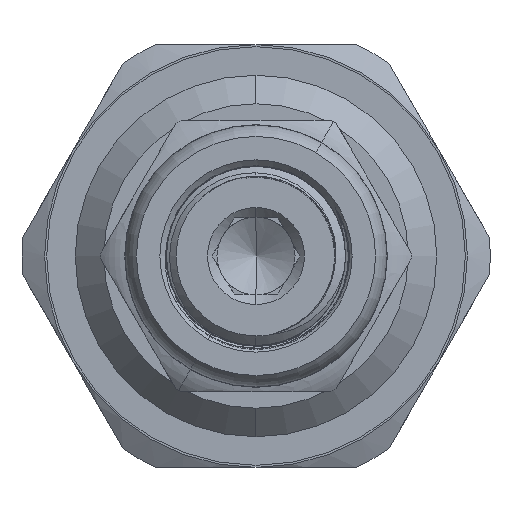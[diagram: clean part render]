
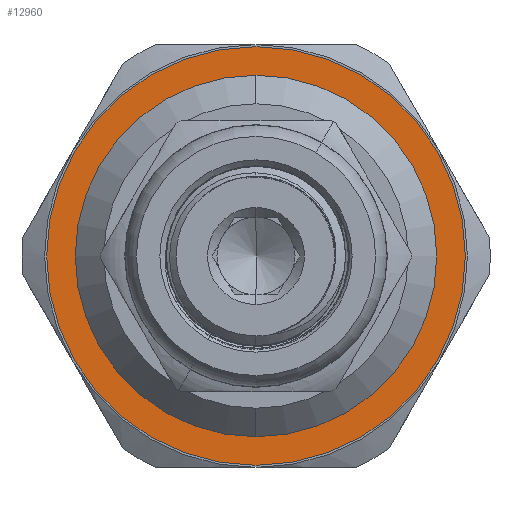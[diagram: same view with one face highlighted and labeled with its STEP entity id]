
A CAD part, left-side view. The second image highlights one B-rep face of the part: STEP entity #12960.
In plain terms, the highlighted planar face has unit normal (-1, 0, 0).
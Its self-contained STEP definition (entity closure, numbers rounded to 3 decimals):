
#324 = DIRECTION ( 'NONE',  ( 1., 0., 0. ) ) ;
#1396 = VERTEX_POINT ( 'NONE', #14133 ) ;
#1641 = EDGE_LOOP ( 'NONE', ( #18347, #9032 ) ) ;
#1777 = VERTEX_POINT ( 'NONE', #5245 ) ;
#2524 = EDGE_LOOP ( 'NONE', ( #17997, #12977 ) ) ;
#4135 = DIRECTION ( 'NONE',  ( 0., 0., -1. ) ) ;
#5245 = CARTESIAN_POINT ( 'NONE',  ( -5.25, 0., 9.5 ) ) ;
#5468 = CARTESIAN_POINT ( 'NONE',  ( -5.25, 0., 11. ) ) ;
#5998 = AXIS2_PLACEMENT_3D ( 'NONE', #8885, #12184, #9186 ) ;
#6050 = EDGE_CURVE ( 'NONE', #1777, #16539, #6174, .T. ) ;
#6174 = CIRCLE ( 'NONE', #16101, 9.5 ) ;
#6433 = FACE_OUTER_BOUND ( 'NONE', #2524, .T. ) ;
#6524 = CARTESIAN_POINT ( 'NONE',  ( -5.25, 0., 0. ) ) ;
#8128 = AXIS2_PLACEMENT_3D ( 'NONE', #11245, #14231, #15602 ) ;
#8885 = CARTESIAN_POINT ( 'NONE',  ( -5.25, 0., 0. ) ) ;
#9032 = ORIENTED_EDGE ( 'NONE', *, *, #6050, .T. ) ;
#9186 = DIRECTION ( 'NONE',  ( 0., 0., -1. ) ) ;
#9270 = FACE_BOUND ( 'NONE', #1641, .T. ) ;
#9402 = AXIS2_PLACEMENT_3D ( 'NONE', #19186, #11537, #10056 ) ;
#10056 = DIRECTION ( 'NONE',  ( 0., 0., 1. ) ) ;
#10985 = DIRECTION ( 'NONE',  ( 0., 0., -1. ) ) ;
#11245 = CARTESIAN_POINT ( 'NONE',  ( -5.25, 0., 0. ) ) ;
#11537 = DIRECTION ( 'NONE',  ( -1., 0., 0. ) ) ;
#12184 = DIRECTION ( 'NONE',  ( 1., 0., 0. ) ) ;
#12918 = PLANE ( 'NONE',  #9402 ) ;
#12960 = ADVANCED_FACE ( 'NONE', ( #9270, #6433 ), #12918, .T. ) ;
#12976 = VERTEX_POINT ( 'NONE', #5468 ) ;
#12977 = ORIENTED_EDGE ( 'NONE', *, *, #18686, .F. ) ;
#13040 = CARTESIAN_POINT ( 'NONE',  ( -5.25, 0., 0. ) ) ;
#13237 = DIRECTION ( 'NONE',  ( 1., 0., 0. ) ) ;
#13653 = CIRCLE ( 'NONE', #13901, 11. ) ;
#13901 = AXIS2_PLACEMENT_3D ( 'NONE', #6524, #324, #10985 ) ;
#14133 = CARTESIAN_POINT ( 'NONE',  ( -5.25, 0., -11. ) ) ;
#14231 = DIRECTION ( 'NONE',  ( 1., 0., 0. ) ) ;
#15602 = DIRECTION ( 'NONE',  ( 0., 0., -1. ) ) ;
#16101 = AXIS2_PLACEMENT_3D ( 'NONE', #13040, #13237, #4135 ) ;
#16271 = EDGE_CURVE ( 'NONE', #1396, #12976, #16555, .T. ) ;
#16447 = EDGE_CURVE ( 'NONE', #16539, #1777, #17243, .T. ) ;
#16539 = VERTEX_POINT ( 'NONE', #18620 ) ;
#16555 = CIRCLE ( 'NONE', #5998, 11. ) ;
#17243 = CIRCLE ( 'NONE', #8128, 9.5 ) ;
#17997 = ORIENTED_EDGE ( 'NONE', *, *, #16271, .F. ) ;
#18347 = ORIENTED_EDGE ( 'NONE', *, *, #16447, .T. ) ;
#18620 = CARTESIAN_POINT ( 'NONE',  ( -5.25, 0., -9.5 ) ) ;
#18686 = EDGE_CURVE ( 'NONE', #12976, #1396, #13653, .T. ) ;
#19186 = CARTESIAN_POINT ( 'NONE',  ( -5.25, 9.5, 0. ) ) ;
